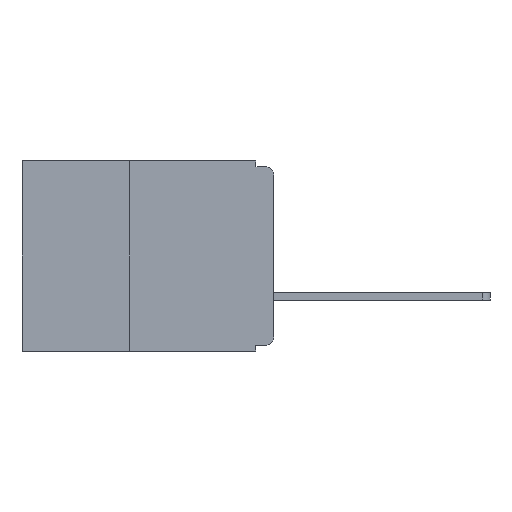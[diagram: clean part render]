
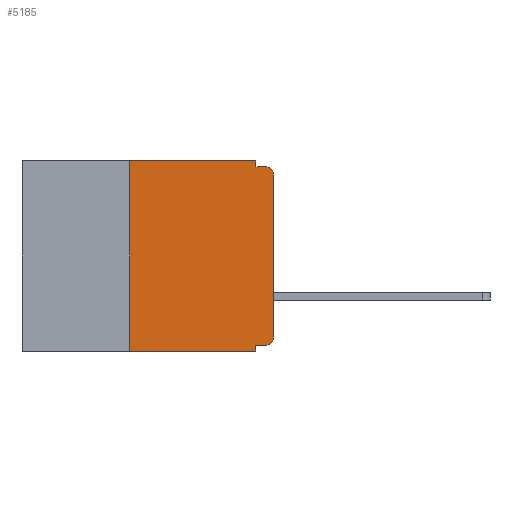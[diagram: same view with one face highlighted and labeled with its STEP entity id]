
A CAD part, left-side view. The second image highlights one B-rep face of the part: STEP entity #5185.
In plain terms, the highlighted planar face has unit normal (-1, 0, 0).
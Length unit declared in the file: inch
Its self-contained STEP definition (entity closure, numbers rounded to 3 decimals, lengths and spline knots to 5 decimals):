
#227 = EDGE_CURVE ( 'NONE', #14013, #3016, #1489, .T. ) ;
#336 = ORIENTED_EDGE ( 'NONE', *, *, #9310, .F. ) ;
#479 = VECTOR ( 'NONE', #6754, 39.37008 ) ;
#763 = ORIENTED_EDGE ( 'NONE', *, *, #227, .F. ) ;
#867 = CARTESIAN_POINT ( 'NONE',  ( 0., 0.437, 0. ) ) ;
#878 = DIRECTION ( 'NONE',  ( 0., -1., 0. ) ) ;
#1023 = CIRCLE ( 'NONE', #1917, 0.015 ) ;
#1115 = CARTESIAN_POINT ( 'NONE',  ( 0., 0., -0.01 ) ) ;
#1388 = CARTESIAN_POINT ( 'NONE',  ( 0., 0.015, -0.01 ) ) ;
#1489 = LINE ( 'NONE', #7205, #1705 ) ;
#1514 = VERTEX_POINT ( 'NONE', #16388 ) ;
#1611 = CARTESIAN_POINT ( 'NONE',  ( 0., 0.031, -0.33 ) ) ;
#1654 = CIRCLE ( 'NONE', #3918, 0.015 ) ;
#1705 = VECTOR ( 'NONE', #7513, 39.37008 ) ;
#1917 = AXIS2_PLACEMENT_3D ( 'NONE', #10451, #10380, #10238 ) ;
#1978 = VERTEX_POINT ( 'NONE', #14051 ) ;
#2544 = ORIENTED_EDGE ( 'NONE', *, *, #7863, .T. ) ;
#2622 = VERTEX_POINT ( 'NONE', #18253 ) ;
#3016 = VERTEX_POINT ( 'NONE', #14323 ) ;
#3918 = AXIS2_PLACEMENT_3D ( 'NONE', #11498, #11466, #11438 ) ;
#4164 = VECTOR ( 'NONE', #6976, 39.37008 ) ;
#4237 = CARTESIAN_POINT ( 'NONE',  ( 0., 0.031, 0. ) ) ;
#4258 = LINE ( 'NONE', #867, #4164 ) ;
#4507 = CARTESIAN_POINT ( 'NONE',  ( 0., 0.015, -0.32 ) ) ;
#4980 = FACE_OUTER_BOUND ( 'NONE', #17534, .T. ) ;
#5093 = LINE ( 'NONE', #14884, #5243 ) ;
#5185 = ADVANCED_FACE ( 'NONE', ( #4980 ), #16071, .F. ) ;
#5243 = VECTOR ( 'NONE', #12650, 39.37008 ) ;
#5916 = CARTESIAN_POINT ( 'NONE',  ( 0., 0.031, -0.33 ) ) ;
#6482 = AXIS2_PLACEMENT_3D ( 'NONE', #15966, #15814, #15755 ) ;
#6754 = DIRECTION ( 'NONE',  ( 0., 0., -1. ) ) ;
#6775 = VERTEX_POINT ( 'NONE', #1388 ) ;
#6976 = DIRECTION ( 'NONE',  ( 0., -1., 0. ) ) ;
#7205 = CARTESIAN_POINT ( 'NONE',  ( 0., 0., -0.32 ) ) ;
#7335 = VERTEX_POINT ( 'NONE', #17823 ) ;
#7513 = DIRECTION ( 'NONE',  ( 0., 1., 0. ) ) ;
#7602 = VECTOR ( 'NONE', #12120, 39.37008 ) ;
#7666 = LINE ( 'NONE', #12039, #7602 ) ;
#7863 = EDGE_CURVE ( 'NONE', #14013, #1978, #1654, .T. ) ;
#7991 = EDGE_CURVE ( 'NONE', #1514, #7335, #12076, .T. ) ;
#8122 = VECTOR ( 'NONE', #13956, 39.37008 ) ;
#8320 = LINE ( 'NONE', #14184, #8122 ) ;
#8668 = CARTESIAN_POINT ( 'NONE',  ( 0., 0.031, -0.01 ) ) ;
#9213 = VERTEX_POINT ( 'NONE', #8668 ) ;
#9310 = EDGE_CURVE ( 'NONE', #3016, #14740, #14755, .T. ) ;
#10024 = ORIENTED_EDGE ( 'NONE', *, *, #17700, .T. ) ;
#10238 = DIRECTION ( 'NONE',  ( 0., 0., -1. ) ) ;
#10380 = DIRECTION ( 'NONE',  ( -1., 0., 0. ) ) ;
#10451 = CARTESIAN_POINT ( 'NONE',  ( 0., 0.015, -0.025 ) ) ;
#10527 = EDGE_CURVE ( 'NONE', #9213, #6775, #13440, .T. ) ;
#10552 = ORIENTED_EDGE ( 'NONE', *, *, #15473, .T. ) ;
#10661 = CARTESIAN_POINT ( 'NONE',  ( 0., 0.25, -0.33 ) ) ;
#10686 = DIRECTION ( 'NONE',  ( 0., 0., 1. ) ) ;
#11438 = DIRECTION ( 'NONE',  ( 0., 0., -1. ) ) ;
#11466 = DIRECTION ( 'NONE',  ( -1., 0., 0. ) ) ;
#11498 = CARTESIAN_POINT ( 'NONE',  ( 0., 0.015, -0.305 ) ) ;
#11755 = EDGE_CURVE ( 'NONE', #15073, #9213, #7666, .T. ) ;
#12039 = CARTESIAN_POINT ( 'NONE',  ( 0., 0.031, 0. ) ) ;
#12076 = LINE ( 'NONE', #10661, #12202 ) ;
#12120 = DIRECTION ( 'NONE',  ( 0., 0., -1. ) ) ;
#12202 = VECTOR ( 'NONE', #10686, 39.37008 ) ;
#12650 = DIRECTION ( 'NONE',  ( 0., 0., 1. ) ) ;
#13409 = VECTOR ( 'NONE', #878, 39.37008 ) ;
#13440 = LINE ( 'NONE', #1115, #13409 ) ;
#13818 = ORIENTED_EDGE ( 'NONE', *, *, #10527, .F. ) ;
#13956 = DIRECTION ( 'NONE',  ( 0., -1., 0. ) ) ;
#14013 = VERTEX_POINT ( 'NONE', #4507 ) ;
#14051 = CARTESIAN_POINT ( 'NONE',  ( 0., 0., -0.305 ) ) ;
#14184 = CARTESIAN_POINT ( 'NONE',  ( 0., 0.437, -0.33 ) ) ;
#14305 = EDGE_CURVE ( 'NONE', #1514, #14740, #8320, .T. ) ;
#14323 = CARTESIAN_POINT ( 'NONE',  ( 0., 0.031, -0.32 ) ) ;
#14740 = VERTEX_POINT ( 'NONE', #1611 ) ;
#14755 = LINE ( 'NONE', #5916, #479 ) ;
#14809 = EDGE_CURVE ( 'NONE', #7335, #15073, #4258, .T. ) ;
#14884 = CARTESIAN_POINT ( 'NONE',  ( 0., 0., 0. ) ) ;
#15073 = VERTEX_POINT ( 'NONE', #4237 ) ;
#15473 = EDGE_CURVE ( 'NONE', #2622, #6775, #1023, .T. ) ;
#15755 = DIRECTION ( 'NONE',  ( 0., 0., -1. ) ) ;
#15814 = DIRECTION ( 'NONE',  ( 1., 0., 0. ) ) ;
#15966 = CARTESIAN_POINT ( 'NONE',  ( 0., 0.437, 0. ) ) ;
#16003 = ORIENTED_EDGE ( 'NONE', *, *, #11755, .F. ) ;
#16071 = PLANE ( 'NONE',  #6482 ) ;
#16268 = ORIENTED_EDGE ( 'NONE', *, *, #14809, .F. ) ;
#16388 = CARTESIAN_POINT ( 'NONE',  ( 0., 0.25, -0.33 ) ) ;
#16453 = ORIENTED_EDGE ( 'NONE', *, *, #7991, .F. ) ;
#17534 = EDGE_LOOP ( 'NONE', ( #10024, #10552, #13818, #16003, #16268, #16453, #17826, #336, #763, #2544 ) ) ;
#17700 = EDGE_CURVE ( 'NONE', #1978, #2622, #5093, .T. ) ;
#17823 = CARTESIAN_POINT ( 'NONE',  ( 0., 0.25, 0. ) ) ;
#17826 = ORIENTED_EDGE ( 'NONE', *, *, #14305, .T. ) ;
#18253 = CARTESIAN_POINT ( 'NONE',  ( 0., 0., -0.025 ) ) ;
